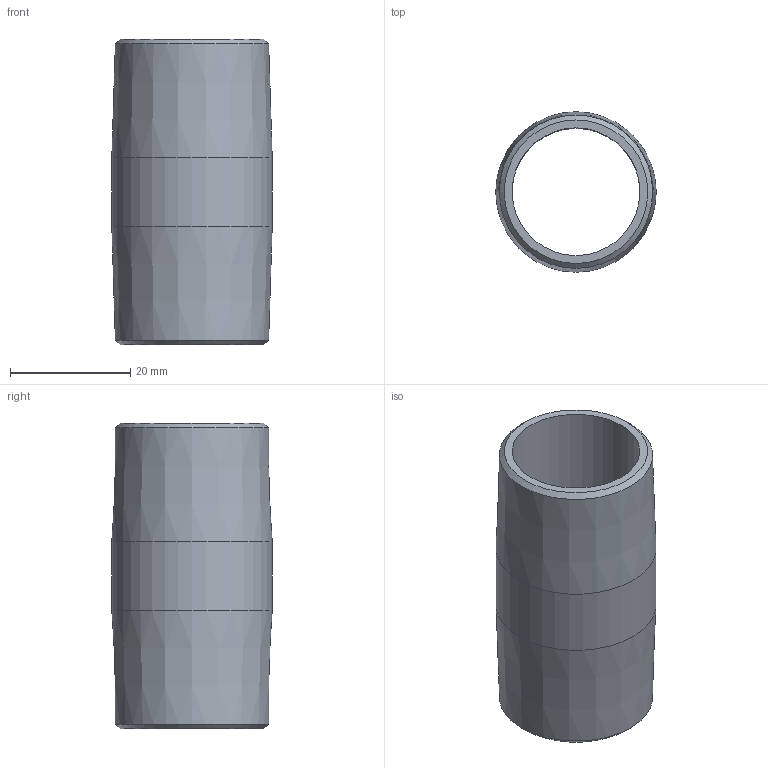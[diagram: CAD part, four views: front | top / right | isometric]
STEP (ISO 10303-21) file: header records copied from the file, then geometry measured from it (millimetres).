
FILE_DESCRIPTION(/* description */ ('ALUMINUM CLOSE NIPPLE'),/* implementation_level */ '2;1');
FILE_NAME(/* name */ 'KIL_AN-2B.stp',/* time_stamp */ '2021-02-11T18:39:28+05:00',/* author */ ('kr'),/* organization */ (''),/* preprocessor_version */ 'ST-DEVELOPER v18',/* originating_system */ 'Autodesk Inventor 2020',/* authorisation */ '');
FILE_SCHEMA (('AUTOMOTIVE_DESIGN { 1 0 10303 214 3 1 1 }'));
Length unit declared in the file: inch
Products named in the file (1): 14077
Bounding box: 26.67 x 26.67 x 50.8 mm (x, y, z)
Volume: 9340.7 mm3; surface area: 7805.8 mm2
Topology: 1 solids, 1 shells, 8 faces, 15 edges, 9 vertices
Faces by surface type: cone 4, cylinder 2, plane 2
Full cylindrical faces by diameter (mm): 21.234 x1, 26.67 x1
Entity records: 259 total; most frequent: DIRECTION 42, CARTESIAN_POINT 33, ORIENTED_EDGE 30, AXIS2_PLACEMENT_3D 18, EDGE_CURVE 15, EDGE_LOOP 10, CIRCLE 9, VERTEX_POINT 9
